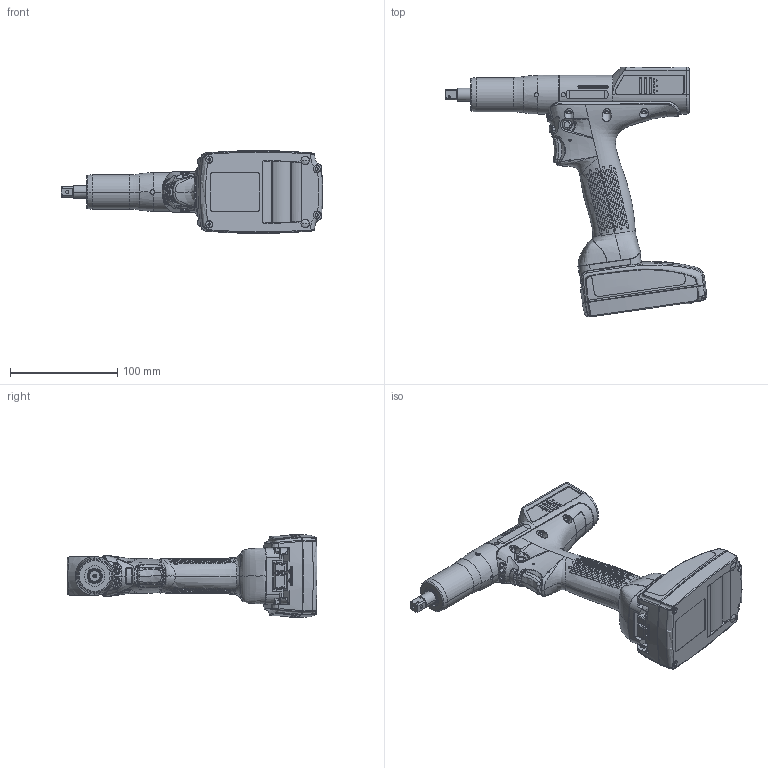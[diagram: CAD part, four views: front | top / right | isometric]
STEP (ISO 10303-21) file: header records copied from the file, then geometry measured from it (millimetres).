
FILE_DESCRIPTION((''),'2;1');
FILE_NAME('6151659010_REAR_SMALL_BATTERY','2014-10-24T',('greextsd'),(''),'PRO/ENGINEER BY PARAMETRIC TECHNOLOGY CORPORATION, 2014200','PRO/ENGINEER BY PARAMETRIC TECHNOLOGY CORPORATION, 2014200','');
FILE_SCHEMA(('CONFIG_CONTROL_DESIGN'));
Products named in the file (1): 6151659010_REAR_SMALL_BATTERY
Bounding box: 243.11 x 232.67 x 77.1 mm (x, y, z)
Volume: 637631.3 mm3; surface area: 143767.7 mm2
Topology: 7 solids, 7 shells, 4048 faces, 10798 edges, 6854 vertices
Faces by surface type: plane 1312, cylinder 1151, bspline 897, cone 278, extrusion 232, torus 106, sphere 72
Entity records: 246941 total; most frequent: CARTESIAN_POINT 157242, ORIENTED_EDGE 21416, DIRECTION 14074, EDGE_CURVE 10708, VERTEX_POINT 6854, B_SPLINE_CURVE_WITH_KNOTS 4897, AXIS2_PLACEMENT_3D 4880, EDGE_LOOP 4378
